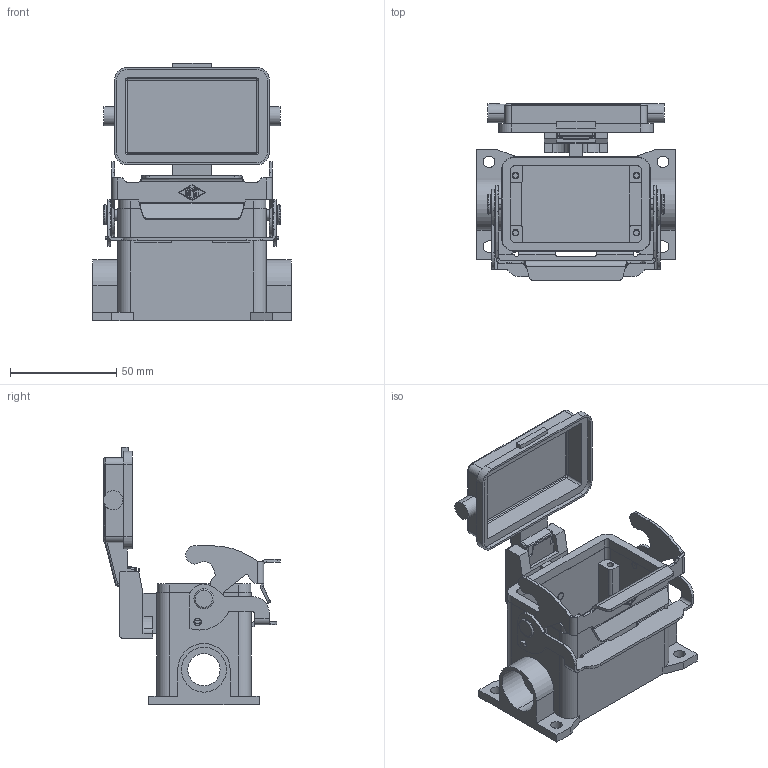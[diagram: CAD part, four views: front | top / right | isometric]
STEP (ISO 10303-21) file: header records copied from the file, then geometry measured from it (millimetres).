
FILE_DESCRIPTION((''),'2;1');
FILE_NAME('CVP 10 LP2.stp','2007-01-05T08:45:34',('gembarski'),(''),'Autodesk Inventor 7','Autodesk Inventor 7','');
FILE_SCHEMA(('AUTOMOTIVE_DESIGN { 1 0 10303 214 1 1 1 1 }'));
Length unit declared in the file: millimetre
Products named in the file (1): CVP 10 LP2
Bounding box: 93.5 x 83.23 x 121.5 mm (x, y, z)
Volume: 102368.3 mm3; surface area: 63303.7 mm2
Topology: 4 solids, 4 shells, 589 faces, 1587 edges, 1030 vertices
Faces by surface type: plane 231, cylinder 193, bspline 147, torus 10, sphere 4, cone 4
Entity records: 21344 total; most frequent: CARTESIAN_POINT 6663, ORIENTED_EDGE 3146, DIRECTION 2953, EDGE_CURVE 1573, VERTEX_POINT 1030, AXIS2_PLACEMENT_3D 985, VECTOR 983, LINE 983
